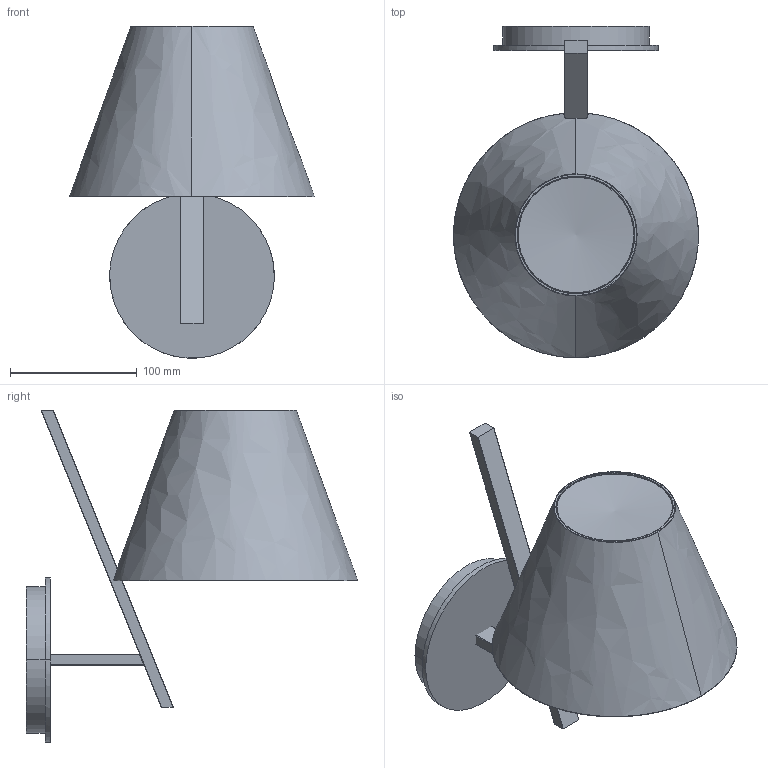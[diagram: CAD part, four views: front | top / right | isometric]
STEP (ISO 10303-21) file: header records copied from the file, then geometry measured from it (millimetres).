
FILE_DESCRIPTION(/* description */ (''),/* implementation_level */ '2;1');
FILE_NAME(/* name */ '3D Semplificato_Parete_Quaglio Simonelli_La Petite parete',/* time_stamp */ '2016-02-03T12:37:12+01:00',/* author */ (''),/* organization */ (''),/* preprocessor_version */ 'ST-DEVELOPER v10',/* originating_system */ '',/* authorisation */ '');
FILE_SCHEMA (('CONFIG_CONTROL_DESIGN'));
Length unit declared in the file: millimetre
Products named in the file (1): 1
Bounding box: 193.56 x 261.88 x 262.38 mm (x, y, z)
Volume: 453536.2 mm3; surface area: 255793.6 mm2
Topology: 5 solids, 6 shells, 112 faces, 293 edges, 185 vertices
Faces by surface type: bspline 65, plane 47
Entity records: 3818 total; most frequent: CARTESIAN_POINT 2017, ORIENTED_EDGE 564, EDGE_CURVE 286, VERTEX_POINT 185, B_SPLINE_CURVE_WITH_KNOTS 158, EDGE_LOOP 123, ADVANCED_FACE 112, FACE_OUTER_BOUND 112
